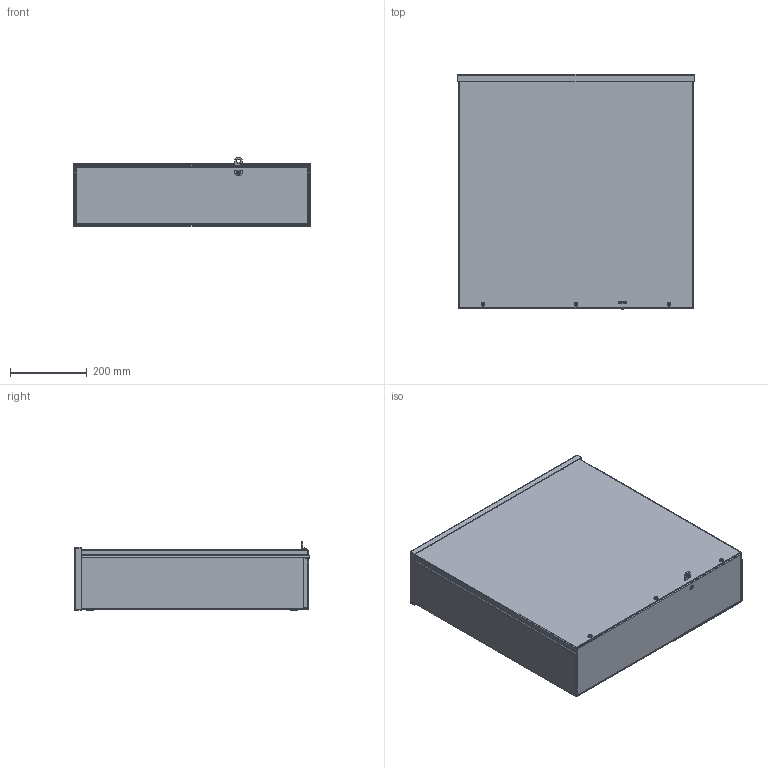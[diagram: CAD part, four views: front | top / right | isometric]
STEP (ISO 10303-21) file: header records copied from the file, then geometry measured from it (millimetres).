
FILE_DESCRIPTION (( 'STEP AP214' ), '1' );
FILE_NAME ('RSC242406NKSS.STEP', '2018-05-08T15:55:00', ( '' ), ( '' ), 'SwSTEP 2.0', 'SolidWorks 2017', '' );
FILE_SCHEMA (( 'AUTOMOTIVE_DESIGN' ));
Length unit declared in the file: inch
Products named in the file (1): RSC242406NKSS
Bounding box: 618.71 x 613.72 x 179.92 mm (x, y, z)
Volume: 2226641.7 mm3; surface area: 2388048.8 mm2
Topology: 16 solids, 16 shells, 458 faces, 1122 edges, 712 vertices
Faces by surface type: plane 237, cylinder 113, cone 47, torus 36, bspline 18, sphere 7
Full cylindrical faces by diameter (mm): 3.175 x1, 3.962 x3, 4.255 x3, 4.763 x1, 4.978 x3, 5.029 x1, 5.105 x1, 6.299 x3, 6.35 x6, 6.528 x3, 7.061 x3, 7.144 x4, 10.312 x3, 11.113 x1, 11.506 x3
Entity records: 19942 total; most frequent: CARTESIAN_POINT 3298, DIRECTION 2190, ORIENTED_EDGE 2052, EDGE_CURVE 1026, AXIS2_PLACEMENT_3D 819, VERTEX_POINT 696, EDGE_LOOP 596, VECTOR 552
